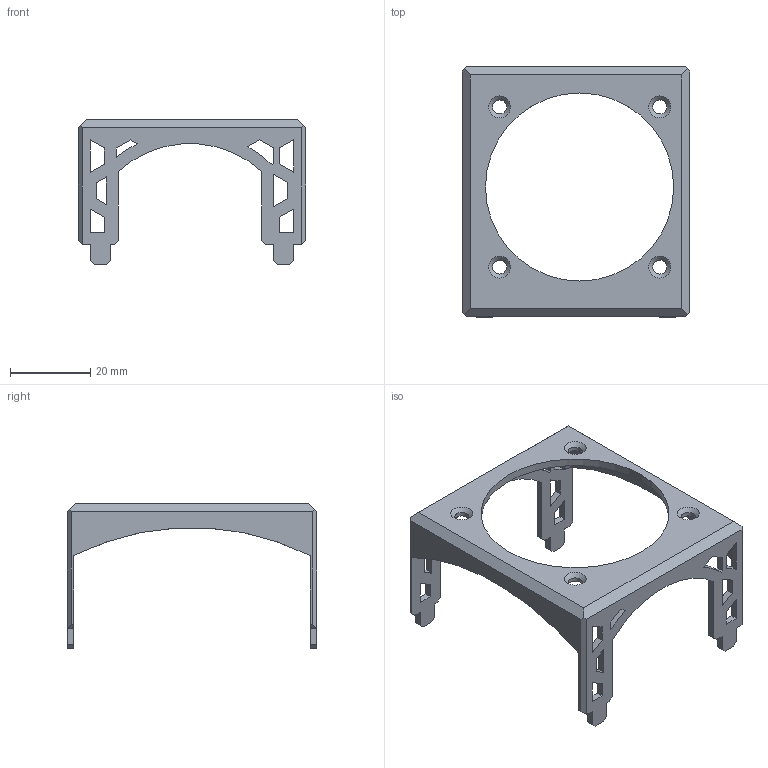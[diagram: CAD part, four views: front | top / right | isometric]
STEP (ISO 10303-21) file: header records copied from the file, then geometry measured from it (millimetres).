
FILE_DESCRIPTION(('STEP AP242'), '1');
FILE_NAME('Fan_mount_5010', '', ('UNSPECIFIED'), ('UNSPECIFIED'), 'C3D Converter', 'C3D Toolkit', '');
FILE_SCHEMA(('AP242_MANAGED_MODEL_BASED_3D_ENGINEERING_MIM_LF { 1 0 10303 442 1 1 4 }'));
Length unit declared in the file: millimetre
Bounding box: 56.9 x 62.4 x 36.2 mm (x, y, z)
Volume: 6780.3 mm3; surface area: 9271.6 mm2
Topology: 1 solids, 1 shells, 141 faces, 409 edges, 270 vertices
Faces by surface type: plane 124, cylinder 13, cone 4
Full cylindrical faces by diameter (mm): 3.5 x4, 47 x1
Entity records: 5771 total; most frequent: CARTESIAN_POINT 824, ORIENTED_EDGE 800, DIRECTION 710, EDGE_CURVE 400, LINE 366, VECTOR 366, VERTEX_POINT 270, EDGE_LOOP 192
